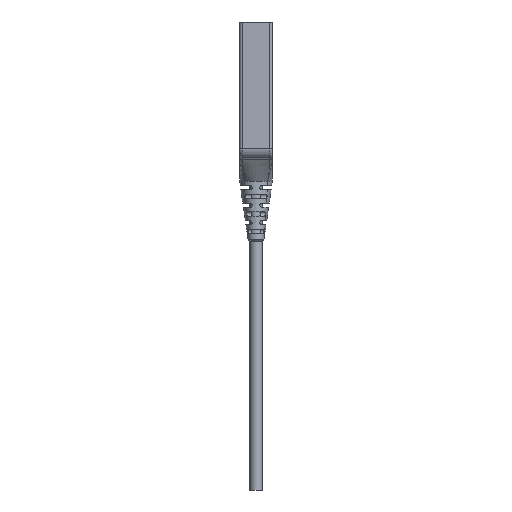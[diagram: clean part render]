
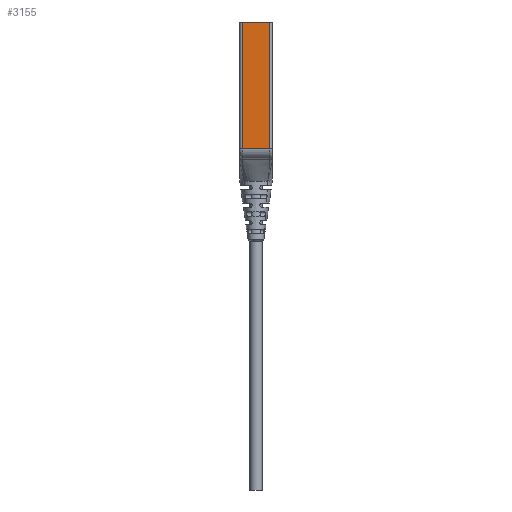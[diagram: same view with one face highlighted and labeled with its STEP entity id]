
A CAD part, front view. The second image highlights one B-rep face of the part: STEP entity #3155.
In plain terms, the highlighted planar face has unit normal (0, -1, 0).
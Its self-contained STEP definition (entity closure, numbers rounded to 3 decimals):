
#2053 = CARTESIAN_POINT ( 'NONE',  ( 2.5, 0., -23. ) ) ;
#2137 = DIRECTION ( 'NONE',  ( 0., 0., 1. ) ) ;
#2138 = VECTOR ( 'NONE', #2137, 1000. ) ;
#2139 = CARTESIAN_POINT ( 'NONE',  ( 2.5, 0., -11.5 ) ) ;
#2140 = LINE ( 'NONE', #2139, #2138 ) ;
#2185 = CARTESIAN_POINT ( 'NONE',  ( 2.5, 0., 0. ) ) ;
#2630 = DIRECTION ( 'NONE',  ( 1., 0., 0. ) ) ;
#2631 = VECTOR ( 'NONE', #2630, 1000. ) ;
#2632 = CARTESIAN_POINT ( 'NONE',  ( 0., 0., -23. ) ) ;
#2633 = LINE ( 'NONE', #2632, #2631 ) ;
#2634 = CARTESIAN_POINT ( 'NONE',  ( -2.5, 0., -23. ) ) ;
#2717 = DIRECTION ( 'NONE',  ( 0., 0., -1. ) ) ;
#2718 = VECTOR ( 'NONE', #2717, 1000. ) ;
#2719 = CARTESIAN_POINT ( 'NONE',  ( -2.5, 0., -11.5 ) ) ;
#2720 = LINE ( 'NONE', #2719, #2718 ) ;
#3124 = VERTEX_POINT ( 'NONE', #8247 ) ;
#3125 = ORIENTED_EDGE ( 'NONE', *, *, #3149, .F. ) ;
#3148 = EDGE_LOOP ( 'NONE', ( #3125, #12223, #12209, #12205 ) ) ;
#3149 = EDGE_CURVE ( 'NONE', #3124, #12056, #8302, .T. ) ;
#3155 = ADVANCED_FACE ( 'NONE', ( #8293 ), #8292, .T. ) ;
#8247 = CARTESIAN_POINT ( 'NONE',  ( -2.5, 0., 0. ) ) ;
#8286 = DIRECTION ( 'NONE',  ( 0., 0., -1. ) ) ;
#8288 = DIRECTION ( 'NONE',  ( 0., -1., 0. ) ) ;
#8289 = CARTESIAN_POINT ( 'NONE',  ( -2.605, 0., 0.46 ) ) ;
#8290 = AXIS2_PLACEMENT_3D ( 'NONE', #8289, #8288, #8286 ) ;
#8292 = PLANE ( 'NONE',  #8290 ) ;
#8293 = FACE_OUTER_BOUND ( 'NONE', #3148, .T. ) ;
#8299 = DIRECTION ( 'NONE',  ( 1., 0., 0. ) ) ;
#8300 = VECTOR ( 'NONE', #8299, 1000. ) ;
#8301 = CARTESIAN_POINT ( 'NONE',  ( 0., 0., 0. ) ) ;
#8302 = LINE ( 'NONE', #8301, #8300 ) ;
#11574 = VERTEX_POINT ( 'NONE', #2053 ) ;
#12052 = EDGE_CURVE ( 'NONE', #11574, #12056, #2140, .T. ) ;
#12056 = VERTEX_POINT ( 'NONE', #2185 ) ;
#12205 = ORIENTED_EDGE ( 'NONE', *, *, #12052, .T. ) ;
#12209 = ORIENTED_EDGE ( 'NONE', *, *, #12211, .T. ) ;
#12210 = VERTEX_POINT ( 'NONE', #2634 ) ;
#12211 = EDGE_CURVE ( 'NONE', #12210, #11574, #2633, .T. ) ;
#12223 = ORIENTED_EDGE ( 'NONE', *, *, #12225, .T. ) ;
#12225 = EDGE_CURVE ( 'NONE', #3124, #12210, #2720, .T. ) ;
